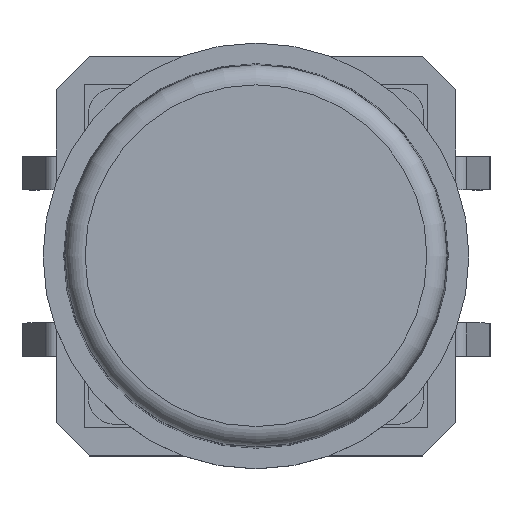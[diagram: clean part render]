
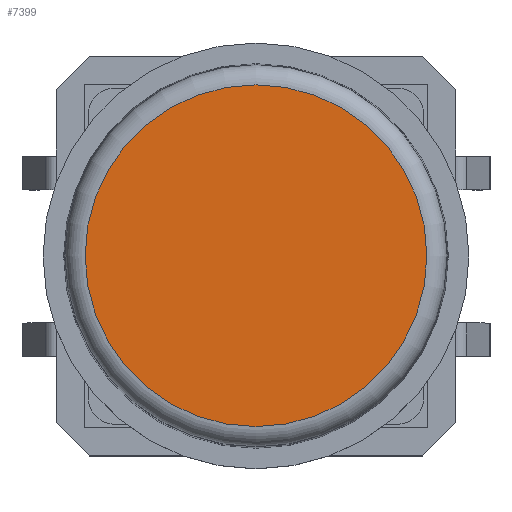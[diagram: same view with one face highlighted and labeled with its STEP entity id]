
A CAD part, top view. The second image highlights one B-rep face of the part: STEP entity #7399.
In plain terms, the highlighted face is planar.
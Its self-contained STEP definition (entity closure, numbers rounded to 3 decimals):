
#7399 = ADVANCED_FACE('',(#7400),#7413,.T.);
#7400 = FACE_BOUND('',#7401,.F.);
#7401 = EDGE_LOOP('',(#7402));
#7402 = ORIENTED_EDGE('',*,*,#7403,.F.);
#7403 = EDGE_CURVE('',#7404,#7404,#7406,.T.);
#7404 = VERTEX_POINT('',#7405);
#7405 = CARTESIAN_POINT('',(5.137,0.,0.));
#7406 = SURFACE_CURVE('',#7407,(#7412,#7424),.PCURVE_S1.);
#7407 = CIRCLE('',#7408,5.137);
#7408 = AXIS2_PLACEMENT_3D('',#7409,#7410,#7411);
#7409 = CARTESIAN_POINT('',(0.,0.,0.));
#7410 = DIRECTION('',(0.,0.,-1.));
#7411 = DIRECTION('',(1.,0.,0.));
#7412 = PCURVE('',#7413,#7418);
#7413 = PLANE('',#7414);
#7414 = AXIS2_PLACEMENT_3D('',#7415,#7416,#7417);
#7415 = CARTESIAN_POINT('',(0.,0.,0.));
#7416 = DIRECTION('',(0.,0.,-1.));
#7417 = DIRECTION('',(1.,0.,0.));
#7418 = DEFINITIONAL_REPRESENTATION('',(#7419),#7423);
#7419 = CIRCLE('',#7420,5.137);
#7420 = AXIS2_PLACEMENT_2D('',#7421,#7422);
#7421 = CARTESIAN_POINT('',(0.,0.));
#7422 = DIRECTION('',(1.,-0.));
#7423 = ( GEOMETRIC_REPRESENTATION_CONTEXT(2) 
PARAMETRIC_REPRESENTATION_CONTEXT() REPRESENTATION_CONTEXT('2D SPACE',''
  ) );
#7424 = PCURVE('',#7425,#7430);
#7425 = TOROIDAL_SURFACE('',#7426,5.137,0.6);
#7426 = AXIS2_PLACEMENT_3D('',#7427,#7428,#7429);
#7427 = CARTESIAN_POINT('',(0.,0.,0.6));
#7428 = DIRECTION('',(0.,0.,1.));
#7429 = DIRECTION('',(1.,0.,0.));
#7430 = DEFINITIONAL_REPRESENTATION('',(#7431),#7435);
#7431 = LINE('',#7432,#7433);
#7432 = CARTESIAN_POINT('',(-0.,4.712));
#7433 = VECTOR('',#7434,1.);
#7434 = DIRECTION('',(-1.,0.));
#7435 = ( GEOMETRIC_REPRESENTATION_CONTEXT(2) 
PARAMETRIC_REPRESENTATION_CONTEXT() REPRESENTATION_CONTEXT('2D SPACE',''
  ) );
